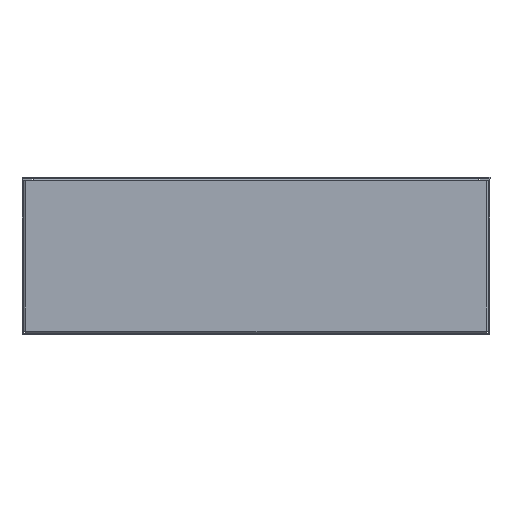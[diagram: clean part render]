
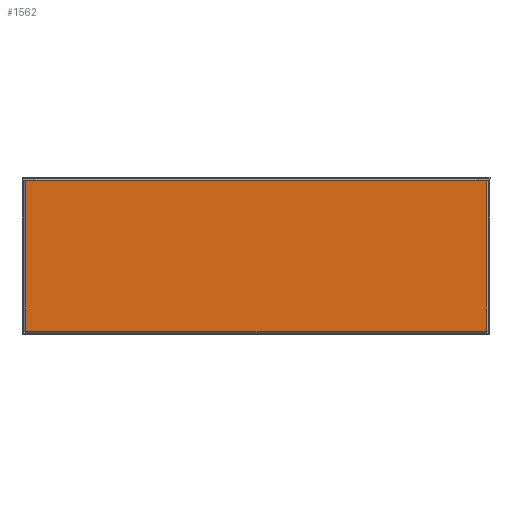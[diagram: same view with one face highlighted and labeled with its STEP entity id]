
A CAD part, front view. The second image highlights one B-rep face of the part: STEP entity #1562.
In plain terms, the highlighted planar face has unit normal (0, -1, 0).
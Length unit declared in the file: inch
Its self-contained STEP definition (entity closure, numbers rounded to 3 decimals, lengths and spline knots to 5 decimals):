
#162 = EDGE_CURVE ( 'NONE', #1287, #3614, #2180, .T. ) ;
#262 = LINE ( 'NONE', #5507, #5228 ) ;
#964 = VECTOR ( 'NONE', #4938, 39.37008 ) ;
#1287 = VERTEX_POINT ( 'NONE', #5556 ) ;
#1433 = CARTESIAN_POINT ( 'NONE',  ( -11.807, -18., 7.892 ) ) ;
#1445 = LINE ( 'NONE', #3619, #5413 ) ;
#1540 = CARTESIAN_POINT ( 'NONE',  ( -11.807, -18., 0.188 ) ) ;
#1562 = ADVANCED_FACE ( 'NONE', ( #4121 ), #5634, .T. ) ;
#1631 = EDGE_CURVE ( 'NONE', #4196, #6994, #1445, .T. ) ;
#1899 = CARTESIAN_POINT ( 'NONE',  ( -11.807, -18., 0.188 ) ) ;
#1961 = CARTESIAN_POINT ( 'NONE',  ( 11.415, -18., 7.892 ) ) ;
#2059 = EDGE_CURVE ( 'NONE', #1287, #4196, #6389, .T. ) ;
#2180 = LINE ( 'NONE', #3811, #3411 ) ;
#2203 = LINE ( 'NONE', #3872, #964 ) ;
#2289 = ORIENTED_EDGE ( 'NONE', *, *, #2724, .T. ) ;
#2397 = EDGE_CURVE ( 'NONE', #2797, #3614, #3678, .T. ) ;
#2602 = DIRECTION ( 'NONE',  ( 1., 0., 0. ) ) ;
#2724 = EDGE_CURVE ( 'NONE', #6994, #6094, #262, .T. ) ;
#2797 = VERTEX_POINT ( 'NONE', #1961 ) ;
#2805 = DIRECTION ( 'NONE',  ( 0., 0., 1. ) ) ;
#2935 = CARTESIAN_POINT ( 'NONE',  ( -11.807, -18., 0.188 ) ) ;
#3064 = DIRECTION ( 'NONE',  ( -1., 0., 0. ) ) ;
#3223 = EDGE_LOOP ( 'NONE', ( #5008, #4447, #2289, #3273, #4501, #3494 ) ) ;
#3273 = ORIENTED_EDGE ( 'NONE', *, *, #4738, .F. ) ;
#3411 = VECTOR ( 'NONE', #2602, 39.37008 ) ;
#3494 = ORIENTED_EDGE ( 'NONE', *, *, #162, .F. ) ;
#3614 = VERTEX_POINT ( 'NONE', #5329 ) ;
#3619 = CARTESIAN_POINT ( 'NONE',  ( -11.807, -18., 0.188 ) ) ;
#3678 = LINE ( 'NONE', #1433, #4329 ) ;
#3811 = CARTESIAN_POINT ( 'NONE',  ( -11.807, -18., 7.892 ) ) ;
#3838 = AXIS2_PLACEMENT_3D ( 'NONE', #2935, #6263, #5101 ) ;
#3872 = CARTESIAN_POINT ( 'NONE',  ( -11.807, -18., 7.892 ) ) ;
#4121 = FACE_OUTER_BOUND ( 'NONE', #3223, .T. ) ;
#4196 = VERTEX_POINT ( 'NONE', #1899 ) ;
#4329 = VECTOR ( 'NONE', #3064, 39.37008 ) ;
#4447 = ORIENTED_EDGE ( 'NONE', *, *, #1631, .T. ) ;
#4501 = ORIENTED_EDGE ( 'NONE', *, *, #2397, .T. ) ;
#4738 = EDGE_CURVE ( 'NONE', #2797, #6094, #2203, .T. ) ;
#4938 = DIRECTION ( 'NONE',  ( 1., 0., 0. ) ) ;
#5008 = ORIENTED_EDGE ( 'NONE', *, *, #2059, .T. ) ;
#5101 = DIRECTION ( 'NONE',  ( 1., 0., 0. ) ) ;
#5228 = VECTOR ( 'NONE', #2805, 39.37008 ) ;
#5329 = CARTESIAN_POINT ( 'NONE',  ( -11.415, -18., 7.892 ) ) ;
#5413 = VECTOR ( 'NONE', #6967, 39.37008 ) ;
#5440 = VECTOR ( 'NONE', #5864, 39.37008 ) ;
#5468 = CARTESIAN_POINT ( 'NONE',  ( 11.807, -18., 0.188 ) ) ;
#5507 = CARTESIAN_POINT ( 'NONE',  ( 11.807, -18., 0.188 ) ) ;
#5556 = CARTESIAN_POINT ( 'NONE',  ( -11.807, -18., 7.892 ) ) ;
#5634 = PLANE ( 'NONE',  #3838 ) ;
#5864 = DIRECTION ( 'NONE',  ( 0., 0., -1. ) ) ;
#6094 = VERTEX_POINT ( 'NONE', #6547 ) ;
#6263 = DIRECTION ( 'NONE',  ( 0., -1., 0. ) ) ;
#6389 = LINE ( 'NONE', #1540, #5440 ) ;
#6547 = CARTESIAN_POINT ( 'NONE',  ( 11.807, -18., 7.892 ) ) ;
#6967 = DIRECTION ( 'NONE',  ( 1., 0., 0. ) ) ;
#6994 = VERTEX_POINT ( 'NONE', #5468 ) ;
